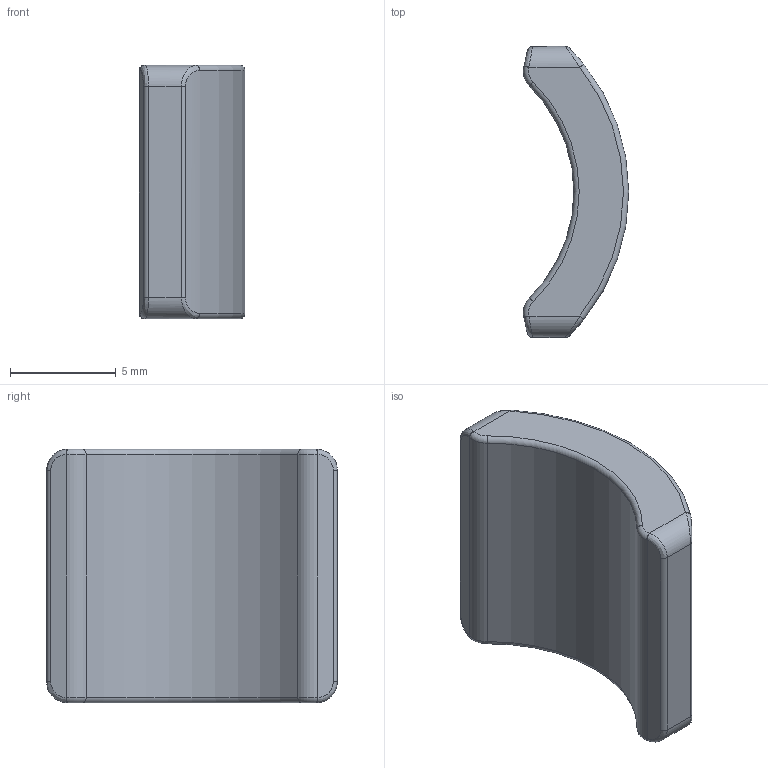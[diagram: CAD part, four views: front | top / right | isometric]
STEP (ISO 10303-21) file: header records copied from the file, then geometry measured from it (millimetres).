
FILE_DESCRIPTION (( 'STEP AP214' ), '1' );
FILE_NAME ('Part6.STEP', '2025-07-09T15:13:01', ( '' ), ( '' ), 'SwSTEP 2.0', 'SolidWorks 2025', '' );
FILE_SCHEMA (( 'AUTOMOTIVE_DESIGN' ));
Length unit declared in the file: millimetre
Products named in the file (1): Part6
Bounding box: 4.99 x 13.76 x 12 mm (x, y, z)
Volume: 458.8 mm3; surface area: 474 mm2
Topology: 1 solids, 1 shells, 38 faces, 84 edges, 48 vertices
Faces by surface type: cylinder 12, bspline 12, torus 8, plane 6
Entity records: 1299 total; most frequent: CARTESIAN_POINT 515, ORIENTED_EDGE 168, DIRECTION 154, EDGE_CURVE 84, AXIS2_PLACEMENT_3D 67, VERTEX_POINT 48, CIRCLE 40, FACE_OUTER_BOUND 38
